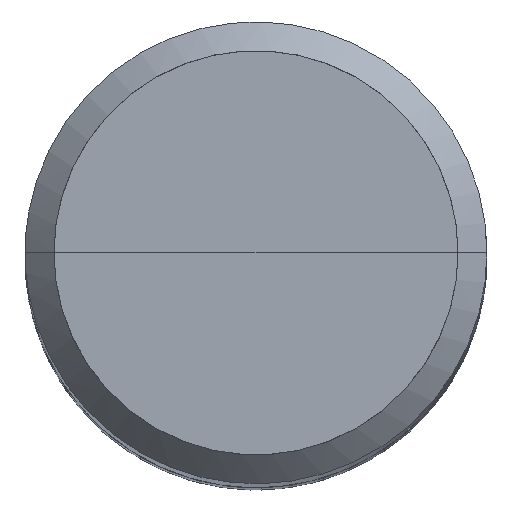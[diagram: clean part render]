
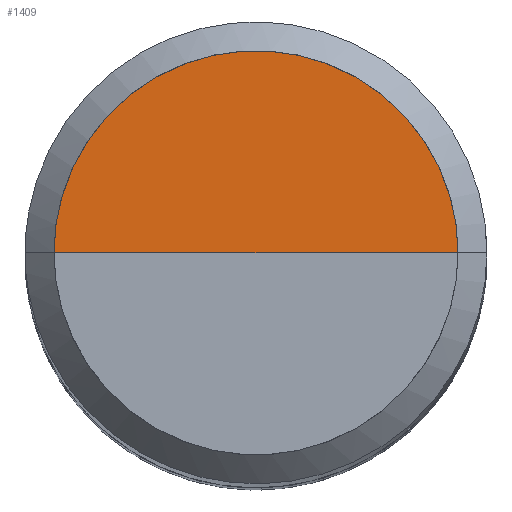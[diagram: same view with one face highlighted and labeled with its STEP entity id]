
A CAD part, top view. The second image highlights one B-rep face of the part: STEP entity #1409.
In plain terms, the highlighted free-form (B-spline) face has degree [1, 2] with [2, 5] control points.
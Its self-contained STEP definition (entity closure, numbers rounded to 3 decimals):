
#1102=CARTESIAN_POINT('',(3.5,0.0,35.85));
#1103=CARTESIAN_POINT('',(3.5,3.5,35.85));
#1104=CARTESIAN_POINT('',(0.0,3.5,35.85));
#1105=CARTESIAN_POINT('',(-3.5,3.5,35.85));
#1106=CARTESIAN_POINT('',(-3.5,0.0,35.85));
#1107=CARTESIAN_POINT('',(0.0,0.0,35.85));
#1394=(
BOUNDED_SURFACE()
B_SPLINE_SURFACE(1,2,(
(#1102,#1103,#1104,#1105,#1106),
(#1107,#1107,#1107,#1107,#1107)
), .UNSPECIFIED.,.F.,.F.,.F.)
B_SPLINE_SURFACE_WITH_KNOTS((2,2),(3,2,3),(
0.0,1.0),(
0.0,0.5,1.0), .UNSPECIFIED.)
GEOMETRIC_REPRESENTATION_ITEM()
RATIONAL_B_SPLINE_SURFACE(((1.0,0.707,1.0,0.707,1.0),
(1.0,0.707,1.0,0.707,1.0)
))
REPRESENTATION_ITEM('')
SURFACE()
);
#1395=(
BOUNDED_CURVE()
B_SPLINE_CURVE(1,(#1107,#1102),.UNSPECIFIED.,.F.,.F.)
B_SPLINE_CURVE_WITH_KNOTS((2,2),
(0.0,1.0),.UNSPECIFIED.)
CURVE()
GEOMETRIC_REPRESENTATION_ITEM()
RATIONAL_B_SPLINE_CURVE((1.0,1.0))
REPRESENTATION_ITEM('')
);
#1396=(
BOUNDED_CURVE()
B_SPLINE_CURVE(2,(#1102,#1103,#1104,#1105,#1106),.UNSPECIFIED.,.F.,.F.)
B_SPLINE_CURVE_WITH_KNOTS((3,2,3),
(0.0,0.5,1.0),.UNSPECIFIED.)
CURVE()
GEOMETRIC_REPRESENTATION_ITEM()
RATIONAL_B_SPLINE_CURVE((1.0,0.707,1.0,0.707,1.0))
REPRESENTATION_ITEM('')
);
#1397=(
BOUNDED_CURVE()
B_SPLINE_CURVE(1,(#1106,#1107),.UNSPECIFIED.,.F.,.F.)
B_SPLINE_CURVE_WITH_KNOTS((2,2),
(0.0,1.0),.UNSPECIFIED.)
CURVE()
GEOMETRIC_REPRESENTATION_ITEM()
RATIONAL_B_SPLINE_CURVE((1.0,1.0))
REPRESENTATION_ITEM('')
);
#1398=VERTEX_POINT('',#1102);
#1399=VERTEX_POINT('',#1106);
#1400=VERTEX_POINT('',#1107);
#1401=EDGE_CURVE('',#1400,#1398,#1395,.T.);
#1402=EDGE_CURVE('',#1398,#1399,#1396,.T.);
#1403=EDGE_CURVE('',#1399,#1400,#1397,.T.);
#1404=ORIENTED_EDGE('',*,*,#1401,.T.);
#1405=ORIENTED_EDGE('',*,*,#1402,.T.);
#1406=ORIENTED_EDGE('',*,*,#1403,.T.);
#1407=EDGE_LOOP('',(#1404,#1405,#1406));
#1408=FACE_OUTER_BOUND('',#1407,.T.);
#1409=ADVANCED_FACE('',(#1408),#1394,.T.);
